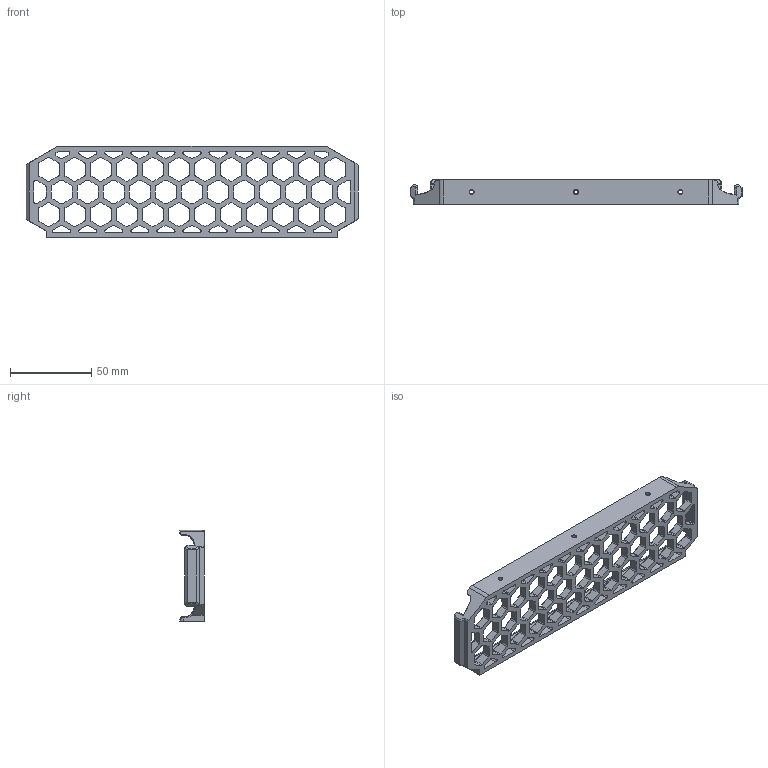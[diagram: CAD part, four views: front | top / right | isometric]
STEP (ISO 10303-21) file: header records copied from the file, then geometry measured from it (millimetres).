
FILE_DESCRIPTION((''),'2;1');
FILE_NAME('SIDESKIRT_RIGHT','2021-01-21T20:24:58',('Markus'),(''),'CREO PARAMETRIC BY PTC INC, 2020053','CREO PARAMETRIC BY PTC INC, 2020053','');
FILE_SCHEMA(('CONFIG_CONTROL_DESIGN'));
Products named in the file (1): SIDESKIRT_RIGHT
Bounding box: 203.8 x 15 x 56 mm (x, y, z)
Volume: 39033.8 mm3; surface area: 31569.3 mm2
Topology: 1 solids, 4 shells, 1269 faces, 3332 edges, 1974 vertices
Faces by surface type: plane 495, cylinder 320, bspline 300, cone 152, extrusion 2
Entity records: 50801 total; most frequent: CARTESIAN_POINT 21516, ORIENTED_EDGE 6560, DIRECTION 5242, EDGE_CURVE 3286, VECTOR 2028, LINE 2026, VERTEX_POINT 1974, AXIS2_PLACEMENT_3D 1607
